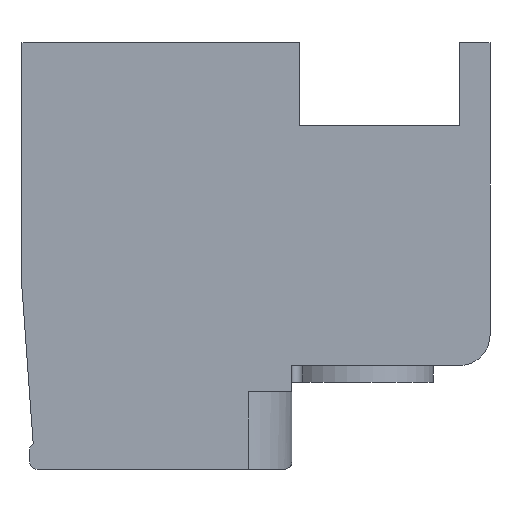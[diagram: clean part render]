
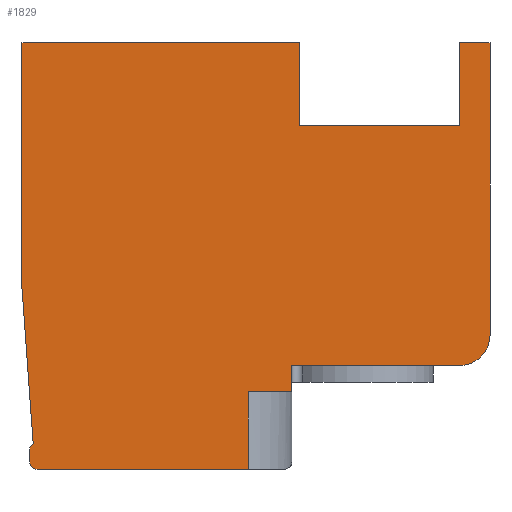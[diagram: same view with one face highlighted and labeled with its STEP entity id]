
A CAD part, front view. The second image highlights one B-rep face of the part: STEP entity #1829.
In plain terms, the highlighted planar face has unit normal (0, -1, 0).
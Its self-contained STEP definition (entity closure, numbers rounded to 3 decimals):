
#1=DIRECTION('',(0.,0.,1.));
#2=VECTOR('',#1,2.05);
#3=CARTESIAN_POINT('',(-0.15,0.,-6.175));
#4=LINE('',#3,#2);
#5=DIRECTION('',(-1.,0.,0.));
#6=VECTOR('',#5,5.6);
#7=CARTESIAN_POINT('',(-0.15,0.,-6.175));
#8=LINE('',#7,#6);
#9=CARTESIAN_POINT('',(-5.75,0.,-5.975));
#10=DIRECTION('',(0.,1.,0.));
#11=DIRECTION('',(0.,0.,-1.));
#12=AXIS2_PLACEMENT_3D('',#9,#10,#11);
#14=DIRECTION('',(0.,0.,1.));
#15=VECTOR('',#14,0.3);
#16=CARTESIAN_POINT('',(-5.95,0.,-5.975));
#17=LINE('',#16,#15);
#18=CARTESIAN_POINT('',(-5.75,0.,-5.675));
#19=DIRECTION('',(0.,1.,0.));
#20=DIRECTION('',(-1.,0.,0.));
#21=AXIS2_PLACEMENT_3D('',#18,#19,#20);
#23=DIRECTION('',(-0.072,0.,0.997));
#24=VECTOR('',#23,4.13);
#25=CARTESIAN_POINT('',(-5.854,0.,-5.504));
#26=LINE('',#25,#24);
#27=DIRECTION('',(0.,0.,1.));
#28=VECTOR('',#27,6.51);
#29=CARTESIAN_POINT('',(-6.15,0.,-1.385));
#30=LINE('',#29,#28);
#31=DIRECTION('',(1.,0.,0.));
#32=VECTOR('',#31,7.35);
#33=CARTESIAN_POINT('',(-6.15,0.,5.125));
#34=LINE('',#33,#32);
#35=DIRECTION('',(0.,0.,-1.));
#36=VECTOR('',#35,2.2);
#37=CARTESIAN_POINT('',(1.2,0.,5.125));
#38=LINE('',#37,#36);
#39=DIRECTION('',(1.,0.,0.));
#40=VECTOR('',#39,4.25);
#41=CARTESIAN_POINT('',(1.2,0.,2.925));
#42=LINE('',#41,#40);
#43=DIRECTION('',(0.,0.,1.));
#44=VECTOR('',#43,2.2);
#45=CARTESIAN_POINT('',(5.45,0.,2.925));
#46=LINE('',#45,#44);
#47=DIRECTION('',(1.,0.,0.));
#48=VECTOR('',#47,0.8);
#49=CARTESIAN_POINT('',(5.45,0.,5.125));
#50=LINE('',#49,#48);
#51=DIRECTION('',(0.,0.,-1.));
#52=VECTOR('',#51,7.75);
#53=CARTESIAN_POINT('',(6.25,0.,5.125));
#54=LINE('',#53,#52);
#55=CARTESIAN_POINT('',(5.45,0.,-2.625));
#56=DIRECTION('',(0.,1.,0.));
#57=DIRECTION('',(1.,0.,0.));
#58=AXIS2_PLACEMENT_3D('',#55,#56,#57);
#60=DIRECTION('',(-1.,0.,0.));
#61=VECTOR('',#60,4.45);
#62=CARTESIAN_POINT('',(5.45,0.,-3.425));
#63=LINE('',#62,#61);
#64=DIRECTION('',(0.,0.,-1.));
#65=VECTOR('',#64,0.7);
#66=CARTESIAN_POINT('',(1.,0.,-3.425));
#67=LINE('',#66,#65);
#68=DIRECTION('',(1.,0.,0.));
#69=VECTOR('',#68,1.15);
#70=CARTESIAN_POINT('',(-0.15,0.,-4.125));
#71=LINE('',#70,#69);
#1390=CARTESIAN_POINT('',(6.25,0.,5.125));
#1391=CARTESIAN_POINT('',(6.25,0.,-2.625));
#1392=VERTEX_POINT('',#1390);
#1393=VERTEX_POINT('',#1391);
#1394=CARTESIAN_POINT('',(5.45,0.,-3.425));
#1395=VERTEX_POINT('',#1394);
#1396=CARTESIAN_POINT('',(1.,0.,-3.425));
#1397=VERTEX_POINT('',#1396);
#1398=CARTESIAN_POINT('',(-5.75,0.,-6.175));
#1399=CARTESIAN_POINT('',(-5.95,0.,-5.975));
#1400=VERTEX_POINT('',#1398);
#1401=VERTEX_POINT('',#1399);
#1402=CARTESIAN_POINT('',(-5.95,0.,-5.675));
#1403=VERTEX_POINT('',#1402);
#1404=CARTESIAN_POINT('',(-5.854,0.,-5.504));
#1405=VERTEX_POINT('',#1404);
#1406=CARTESIAN_POINT('',(-6.15,0.,-1.385));
#1407=VERTEX_POINT('',#1406);
#1408=CARTESIAN_POINT('',(-6.15,0.,5.125));
#1409=VERTEX_POINT('',#1408);
#1410=CARTESIAN_POINT('',(1.2,0.,5.125));
#1411=CARTESIAN_POINT('',(1.2,0.,2.925));
#1412=VERTEX_POINT('',#1410);
#1413=VERTEX_POINT('',#1411);
#1414=CARTESIAN_POINT('',(5.45,0.,2.925));
#1415=VERTEX_POINT('',#1414);
#1416=CARTESIAN_POINT('',(5.45,0.,5.125));
#1417=VERTEX_POINT('',#1416);
#1758=CARTESIAN_POINT('',(-0.15,0.,-6.175));
#1759=CARTESIAN_POINT('',(-0.15,0.,-4.125));
#1760=VERTEX_POINT('',#1758);
#1761=VERTEX_POINT('',#1759);
#1762=CARTESIAN_POINT('',(1.,0.,-4.125));
#1763=VERTEX_POINT('',#1762);
#1788=CARTESIAN_POINT('',(0.,0.,0.));
#1789=DIRECTION('',(0.,1.,0.));
#1790=DIRECTION('',(1.,0.,0.));
#1791=AXIS2_PLACEMENT_3D('',#1788,#1789,#1790);
#1792=PLANE('',#1791);
#1794=ORIENTED_EDGE('',*,*,#1793,.F.);
#1796=ORIENTED_EDGE('',*,*,#1795,.T.);
#1798=ORIENTED_EDGE('',*,*,#1797,.T.);
#1800=ORIENTED_EDGE('',*,*,#1799,.T.);
#1802=ORIENTED_EDGE('',*,*,#1801,.T.);
#1804=ORIENTED_EDGE('',*,*,#1803,.T.);
#1806=ORIENTED_EDGE('',*,*,#1805,.T.);
#1808=ORIENTED_EDGE('',*,*,#1807,.T.);
#1810=ORIENTED_EDGE('',*,*,#1809,.T.);
#1812=ORIENTED_EDGE('',*,*,#1811,.T.);
#1814=ORIENTED_EDGE('',*,*,#1813,.T.);
#1816=ORIENTED_EDGE('',*,*,#1815,.T.);
#1818=ORIENTED_EDGE('',*,*,#1817,.T.);
#1820=ORIENTED_EDGE('',*,*,#1819,.T.);
#1822=ORIENTED_EDGE('',*,*,#1821,.T.);
#1824=ORIENTED_EDGE('',*,*,#1823,.T.);
#1826=ORIENTED_EDGE('',*,*,#1825,.F.);
#1827=EDGE_LOOP('',(#1794,#1796,#1798,#1800,#1802,#1804,#1806,#1808,#1810,#1812,
#1814,#1816,#1818,#1820,#1822,#1824,#1826));
#1828=FACE_OUTER_BOUND('',#1827,.F.);
#1829=ADVANCED_FACE('',(#1828),#1792,.F.);
#13=CIRCLE('',#12,0.2);
#22=CIRCLE('',#21,0.2);
#59=CIRCLE('',#58,0.8);
#1793=EDGE_CURVE('',#1760,#1761,#4,.T.);
#1795=EDGE_CURVE('',#1760,#1400,#8,.T.);
#1797=EDGE_CURVE('',#1400,#1401,#13,.T.);
#1799=EDGE_CURVE('',#1401,#1403,#17,.T.);
#1801=EDGE_CURVE('',#1403,#1405,#22,.T.);
#1803=EDGE_CURVE('',#1405,#1407,#26,.T.);
#1805=EDGE_CURVE('',#1407,#1409,#30,.T.);
#1807=EDGE_CURVE('',#1409,#1412,#34,.T.);
#1809=EDGE_CURVE('',#1412,#1413,#38,.T.);
#1811=EDGE_CURVE('',#1413,#1415,#42,.T.);
#1813=EDGE_CURVE('',#1415,#1417,#46,.T.);
#1815=EDGE_CURVE('',#1417,#1392,#50,.T.);
#1817=EDGE_CURVE('',#1392,#1393,#54,.T.);
#1819=EDGE_CURVE('',#1393,#1395,#59,.T.);
#1821=EDGE_CURVE('',#1395,#1397,#63,.T.);
#1823=EDGE_CURVE('',#1397,#1763,#67,.T.);
#1825=EDGE_CURVE('',#1761,#1763,#71,.T.);
